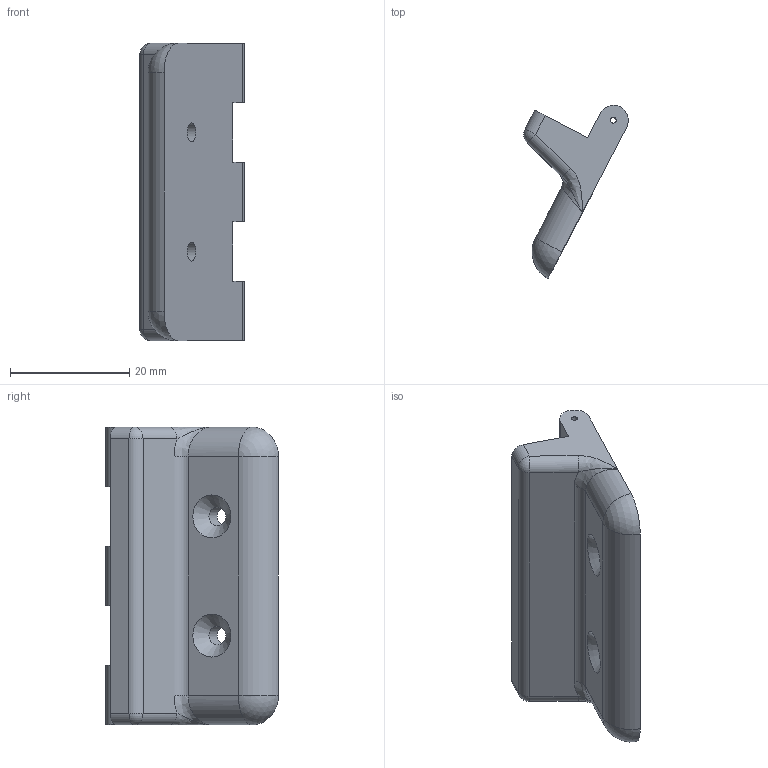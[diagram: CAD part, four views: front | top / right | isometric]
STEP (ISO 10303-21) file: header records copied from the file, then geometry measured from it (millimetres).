
FILE_DESCRIPTION(('STEP AP203'), '1');
FILE_NAME('Hinge_wall', '', ('UNSPECIFIED'), ('UNSPECIFIED'), 'C3D Converter', 'C3D Toolkit', '');
FILE_SCHEMA(('CONFIG_CONTROL_DESIGN'));
Length unit declared in the file: millimetre
Bounding box: 17.55 x 29.03 x 50 mm (x, y, z)
Volume: 9700.8 mm3; surface area: 4586.5 mm2
Topology: 1 solids, 1 shells, 41 faces, 105 edges, 60 vertices
Faces by surface type: cylinder 17, plane 14, sphere 4, bspline 4, cone 2
Full cylindrical faces by diameter (mm): 1 x3, 3.2 x2
Entity records: 1987 total; most frequent: CARTESIAN_POINT 686, DIRECTION 192, ORIENTED_EDGE 184, EDGE_CURVE 92, AXIS2_PLACEMENT_3D 72, VERTEX_POINT 60, EDGE_LOOP 58, LINE 48
